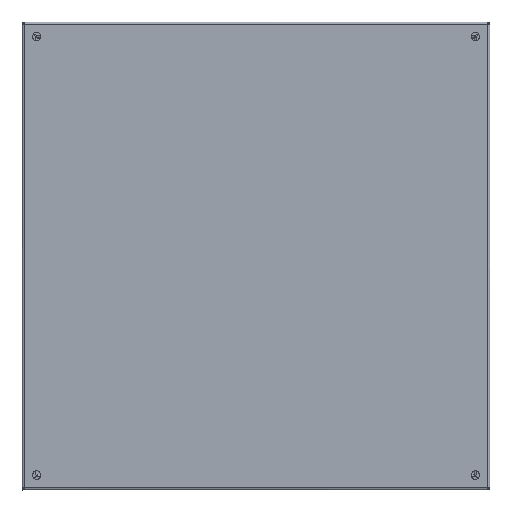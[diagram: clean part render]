
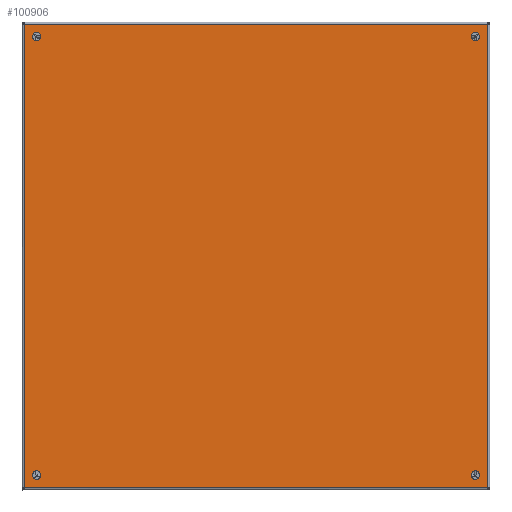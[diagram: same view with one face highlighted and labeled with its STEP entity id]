
A CAD part, top view. The second image highlights one B-rep face of the part: STEP entity #100906.
In plain terms, the highlighted planar face has unit normal (0, 0, 1).
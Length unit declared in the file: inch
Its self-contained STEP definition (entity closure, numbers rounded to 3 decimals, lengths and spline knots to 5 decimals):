
#1159 = LINE ( 'NONE', #35227, #46179 ) ;
#1254 = EDGE_LOOP ( 'NONE', ( #38630 ) ) ;
#2188 = DIRECTION ( 'NONE',  ( 1., 0., 0. ) ) ;
#3136 = CARTESIAN_POINT ( 'NONE',  ( 11.875, 11.875, 6.9175 ) ) ;
#3261 = CIRCLE ( 'NONE', #87647, 0.21875 ) ;
#4503 = ORIENTED_EDGE ( 'NONE', *, *, #11412, .T. ) ;
#4723 = EDGE_CURVE ( 'NONE', #65197, #65197, #56648, .T. ) ;
#6187 = DIRECTION ( 'NONE',  ( 0., 0., 1. ) ) ;
#7079 = CARTESIAN_POINT ( 'NONE',  ( 22.90625, 0.625, 6.9175 ) ) ;
#7784 = CARTESIAN_POINT ( 'NONE',  ( 23.76975, -0.00777, 6.9175 ) ) ;
#8505 = CIRCLE ( 'NONE', #64226, 0.07 ) ;
#10439 = CARTESIAN_POINT ( 'NONE',  ( -0.00777, 23.76975, 6.9175 ) ) ;
#10671 = CARTESIAN_POINT ( 'NONE',  ( 23.125, 0.625, 6.9175 ) ) ;
#11412 = EDGE_CURVE ( 'NONE', #28954, #48716, #22932, .T. ) ;
#11802 = EDGE_CURVE ( 'NONE', #101311, #101311, #68901, .T. ) ;
#12018 = CARTESIAN_POINT ( 'NONE',  ( -0.00777, -0.01975, 6.9175 ) ) ;
#12304 = EDGE_LOOP ( 'NONE', ( #32964 ) ) ;
#12538 = DIRECTION ( 'NONE',  ( -1., 0., 0. ) ) ;
#13414 = CARTESIAN_POINT ( 'NONE',  ( 0.40625, 23.125, 6.9175 ) ) ;
#14157 = EDGE_CURVE ( 'NONE', #40233, #40233, #3261, .T. ) ;
#16169 = CARTESIAN_POINT ( 'NONE',  ( 0.40625, 0.625, 6.9175 ) ) ;
#16539 = ORIENTED_EDGE ( 'NONE', *, *, #31254, .F. ) ;
#17090 = EDGE_CURVE ( 'NONE', #70474, #17510, #21773, .T. ) ;
#17510 = VERTEX_POINT ( 'NONE', #12018 ) ;
#17766 = EDGE_CURVE ( 'NONE', #21830, #84632, #65181, .T. ) ;
#18768 = CIRCLE ( 'NONE', #31651, 0.21875 ) ;
#19191 = DIRECTION ( 'NONE',  ( 0., 0., -1. ) ) ;
#20278 = CARTESIAN_POINT ( 'NONE',  ( -0.01975, -0.00777, 6.9175 ) ) ;
#20929 = DIRECTION ( 'NONE',  ( 0., 0., 1. ) ) ;
#21773 = CIRCLE ( 'NONE', #51162, 0.07 ) ;
#21830 = VERTEX_POINT ( 'NONE', #58355 ) ;
#22294 = DIRECTION ( 'NONE',  ( 1., 0., 0. ) ) ;
#22932 = CIRCLE ( 'NONE', #83390, 0.07 ) ;
#24962 = VERTEX_POINT ( 'NONE', #7784 ) ;
#25012 = CARTESIAN_POINT ( 'NONE',  ( 11.875, 23.76975, 6.9175 ) ) ;
#28954 = VERTEX_POINT ( 'NONE', #10439 ) ;
#29822 = CARTESIAN_POINT ( 'NONE',  ( 23.76975, 11.875, 6.9175 ) ) ;
#30723 = DIRECTION ( 'NONE',  ( -1., 0., 0. ) ) ;
#31254 = EDGE_CURVE ( 'NONE', #62305, #17510, #45390, .T. ) ;
#31651 = AXIS2_PLACEMENT_3D ( 'NONE', #92180, #20929, #12538 ) ;
#32588 = EDGE_CURVE ( 'NONE', #70474, #48716, #1159, .T. ) ;
#32964 = ORIENTED_EDGE ( 'NONE', *, *, #14157, .F. ) ;
#34165 = DIRECTION ( 'NONE',  ( -1., 0., 0. ) ) ;
#34181 = DIRECTION ( 'NONE',  ( 0., 1., 0. ) ) ;
#34446 = EDGE_LOOP ( 'NONE', ( #47367 ) ) ;
#34548 = AXIS2_PLACEMENT_3D ( 'NONE', #51632, #6187, #78577 ) ;
#35227 = CARTESIAN_POINT ( 'NONE',  ( -0.01975, 11.875, 6.9175 ) ) ;
#38233 = ORIENTED_EDGE ( 'NONE', *, *, #88929, .F. ) ;
#38630 = ORIENTED_EDGE ( 'NONE', *, *, #11802, .F. ) ;
#39199 = VECTOR ( 'NONE', #98135, 39.37008 ) ;
#40233 = VERTEX_POINT ( 'NONE', #7079 ) ;
#41303 = AXIS2_PLACEMENT_3D ( 'NONE', #70688, #103072, #94401 ) ;
#44034 = PLANE ( 'NONE',  #71750 ) ;
#45034 = ORIENTED_EDGE ( 'NONE', *, *, #17090, .T. ) ;
#45390 = LINE ( 'NONE', #66018, #39199 ) ;
#45668 = FACE_BOUND ( 'NONE', #1254, .T. ) ;
#46179 = VECTOR ( 'NONE', #34181, 39.37008 ) ;
#47367 = ORIENTED_EDGE ( 'NONE', *, *, #86825, .F. ) ;
#47997 = CARTESIAN_POINT ( 'NONE',  ( 23.75777, -0.01975, 6.9175 ) ) ;
#48166 = FACE_BOUND ( 'NONE', #12304, .T. ) ;
#48716 = VERTEX_POINT ( 'NONE', #82780 ) ;
#50660 = FACE_OUTER_BOUND ( 'NONE', #53578, .T. ) ;
#51162 = AXIS2_PLACEMENT_3D ( 'NONE', #64902, #72992, #97005 ) ;
#51632 = CARTESIAN_POINT ( 'NONE',  ( 0.625, 0.625, 6.9175 ) ) ;
#53333 = ORIENTED_EDGE ( 'NONE', *, *, #32588, .F. ) ;
#53578 = EDGE_LOOP ( 'NONE', ( #56548, #38233, #65956, #89352, #4503, #53333, #45034, #16539 ) ) ;
#54413 = CARTESIAN_POINT ( 'NONE',  ( 0.625, 23.125, 6.9175 ) ) ;
#56548 = ORIENTED_EDGE ( 'NONE', *, *, #61350, .T. ) ;
#56648 = CIRCLE ( 'NONE', #80083, 0.21875 ) ;
#58355 = CARTESIAN_POINT ( 'NONE',  ( 23.76975, 23.75777, 6.9175 ) ) ;
#60956 = VERTEX_POINT ( 'NONE', #97035 ) ;
#61350 = EDGE_CURVE ( 'NONE', #62305, #24962, #8505, .T. ) ;
#62305 = VERTEX_POINT ( 'NONE', #47997 ) ;
#64226 = AXIS2_PLACEMENT_3D ( 'NONE', #65352, #74137, #2188 ) ;
#64902 = CARTESIAN_POINT ( 'NONE',  ( -0.06289, -0.06289, 6.9175 ) ) ;
#65181 = CIRCLE ( 'NONE', #41303, 0.07 ) ;
#65197 = VERTEX_POINT ( 'NONE', #13414 ) ;
#65352 = CARTESIAN_POINT ( 'NONE',  ( 23.81289, -0.06289, 6.9175 ) ) ;
#65956 = ORIENTED_EDGE ( 'NONE', *, *, #17766, .T. ) ;
#66018 = CARTESIAN_POINT ( 'NONE',  ( 11.875, -0.01975, 6.9175 ) ) ;
#66585 = DIRECTION ( 'NONE',  ( 0., 0., 1. ) ) ;
#68153 = DIRECTION ( 'NONE',  ( 1., 0., 0. ) ) ;
#68901 = CIRCLE ( 'NONE', #34548, 0.21875 ) ;
#69495 = DIRECTION ( 'NONE',  ( 0., 0., 1. ) ) ;
#70474 = VERTEX_POINT ( 'NONE', #20278 ) ;
#70688 = CARTESIAN_POINT ( 'NONE',  ( 23.81289, 23.81289, 6.9175 ) ) ;
#71750 = AXIS2_PLACEMENT_3D ( 'NONE', #3136, #19191, #83503 ) ;
#71973 = FACE_BOUND ( 'NONE', #34446, .T. ) ;
#72992 = DIRECTION ( 'NONE',  ( 0., 0., -1. ) ) ;
#74137 = DIRECTION ( 'NONE',  ( 0., 0., -1. ) ) ;
#76567 = VECTOR ( 'NONE', #68153, 39.37008 ) ;
#78577 = DIRECTION ( 'NONE',  ( -1., 0., 0. ) ) ;
#80083 = AXIS2_PLACEMENT_3D ( 'NONE', #54413, #69495, #30723 ) ;
#82780 = CARTESIAN_POINT ( 'NONE',  ( -0.01975, 23.75777, 6.9175 ) ) ;
#83390 = AXIS2_PLACEMENT_3D ( 'NONE', #91095, #94146, #22294 ) ;
#83503 = DIRECTION ( 'NONE',  ( -1., 0., 0. ) ) ;
#84537 = ORIENTED_EDGE ( 'NONE', *, *, #4723, .F. ) ;
#84632 = VERTEX_POINT ( 'NONE', #102228 ) ;
#86825 = EDGE_CURVE ( 'NONE', #60956, #60956, #18768, .T. ) ;
#87647 = AXIS2_PLACEMENT_3D ( 'NONE', #10671, #66585, #34165 ) ;
#88217 = LINE ( 'NONE', #29822, #101802 ) ;
#88929 = EDGE_CURVE ( 'NONE', #21830, #24962, #88217, .T. ) ;
#89352 = ORIENTED_EDGE ( 'NONE', *, *, #98791, .F. ) ;
#91095 = CARTESIAN_POINT ( 'NONE',  ( -0.06289, 23.81289, 6.9175 ) ) ;
#92180 = CARTESIAN_POINT ( 'NONE',  ( 23.125, 23.125, 6.9175 ) ) ;
#93114 = FACE_BOUND ( 'NONE', #98014, .T. ) ;
#93737 = DIRECTION ( 'NONE',  ( 0., -1., 0. ) ) ;
#94146 = DIRECTION ( 'NONE',  ( 0., 0., -1. ) ) ;
#94401 = DIRECTION ( 'NONE',  ( 1., 0., 0. ) ) ;
#97005 = DIRECTION ( 'NONE',  ( 1., 0., 0. ) ) ;
#97035 = CARTESIAN_POINT ( 'NONE',  ( 22.90625, 23.125, 6.9175 ) ) ;
#98014 = EDGE_LOOP ( 'NONE', ( #84537 ) ) ;
#98135 = DIRECTION ( 'NONE',  ( -1., 0., 0. ) ) ;
#98791 = EDGE_CURVE ( 'NONE', #28954, #84632, #101357, .T. ) ;
#100906 = ADVANCED_FACE ( 'NONE', ( #93114, #71973, #45668, #48166, #50660 ), #44034, .F. ) ;
#101311 = VERTEX_POINT ( 'NONE', #16169 ) ;
#101357 = LINE ( 'NONE', #25012, #76567 ) ;
#101802 = VECTOR ( 'NONE', #93737, 39.37008 ) ;
#102228 = CARTESIAN_POINT ( 'NONE',  ( 23.75777, 23.76975, 6.9175 ) ) ;
#103072 = DIRECTION ( 'NONE',  ( 0., 0., -1. ) ) ;
